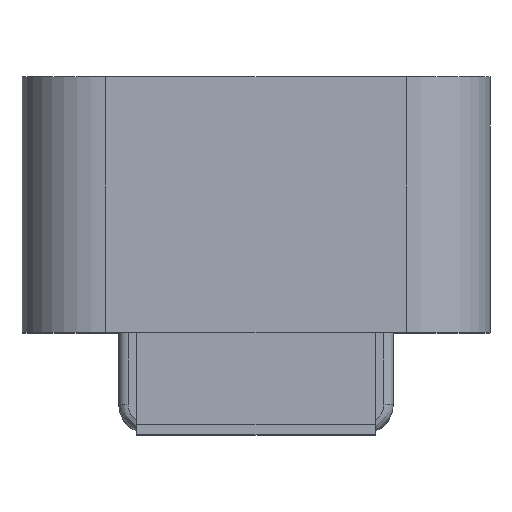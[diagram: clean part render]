
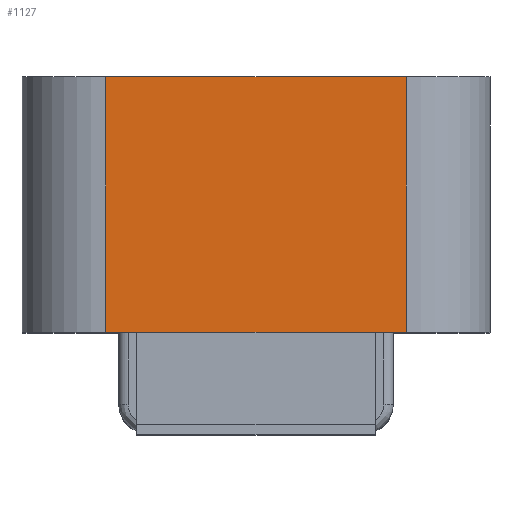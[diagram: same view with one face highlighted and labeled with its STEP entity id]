
A CAD part, top view. The second image highlights one B-rep face of the part: STEP entity #1127.
In plain terms, the highlighted planar face has unit normal (0, 0, 1).
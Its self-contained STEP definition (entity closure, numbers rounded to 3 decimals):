
#2 = EDGE_CURVE ( 'NONE', #770, #623, #1142, .T. ) ;
#8 = VERTEX_POINT ( 'NONE', #438 ) ;
#11 = CARTESIAN_POINT ( 'NONE',  ( 1.6, 3.796, 2.93 ) ) ;
#50 = VERTEX_POINT ( 'NONE', #11 ) ;
#143 = LINE ( 'NONE', #1876, #530 ) ;
#185 = VECTOR ( 'NONE', #768, 1000. ) ;
#322 = ORIENTED_EDGE ( 'NONE', *, *, #2, .F. ) ;
#372 = CARTESIAN_POINT ( 'NONE',  ( 1.6, 1.076, 2.93 ) ) ;
#378 = CARTESIAN_POINT ( 'NONE',  ( -1.6, 3.796, 2.93 ) ) ;
#424 = ORIENTED_EDGE ( 'NONE', *, *, #2020, .F. ) ;
#438 = CARTESIAN_POINT ( 'NONE',  ( -1.6, 3.796, 2.93 ) ) ;
#442 = CARTESIAN_POINT ( 'NONE',  ( -2.49, 3.796, 2.93 ) ) ;
#530 = VECTOR ( 'NONE', #915, 1000. ) ;
#600 = LINE ( 'NONE', #2022, #185 ) ;
#604 = DIRECTION ( 'NONE',  ( 0., 0., -1. ) ) ;
#623 = VERTEX_POINT ( 'NONE', #1712 ) ;
#768 = DIRECTION ( 'NONE',  ( 1., 0., 0. ) ) ;
#770 = VERTEX_POINT ( 'NONE', #372 ) ;
#908 = DIRECTION ( 'NONE',  ( -1., 0., 0. ) ) ;
#915 = DIRECTION ( 'NONE',  ( 0., -1., 0. ) ) ;
#934 = LINE ( 'NONE', #378, #1671 ) ;
#1047 = VECTOR ( 'NONE', #1684, 1000. ) ;
#1098 = ORIENTED_EDGE ( 'NONE', *, *, #1499, .F. ) ;
#1123 = EDGE_CURVE ( 'NONE', #50, #770, #143, .T. ) ;
#1127 = ADVANCED_FACE ( 'NONE', ( #1755 ), #1711, .F. ) ;
#1142 = LINE ( 'NONE', #1349, #1047 ) ;
#1197 = EDGE_LOOP ( 'NONE', ( #424, #322, #1819, #1098 ) ) ;
#1349 = CARTESIAN_POINT ( 'NONE',  ( -2.49, 1.076, 2.93 ) ) ;
#1499 = EDGE_CURVE ( 'NONE', #8, #50, #600, .T. ) ;
#1671 = VECTOR ( 'NONE', #1926, 1000. ) ;
#1684 = DIRECTION ( 'NONE',  ( -1., 0., 0. ) ) ;
#1711 = PLANE ( 'NONE',  #1780 ) ;
#1712 = CARTESIAN_POINT ( 'NONE',  ( -1.6, 1.076, 2.93 ) ) ;
#1755 = FACE_OUTER_BOUND ( 'NONE', #1197, .T. ) ;
#1780 = AXIS2_PLACEMENT_3D ( 'NONE', #442, #604, #908 ) ;
#1819 = ORIENTED_EDGE ( 'NONE', *, *, #1123, .F. ) ;
#1876 = CARTESIAN_POINT ( 'NONE',  ( 1.6, 3.796, 2.93 ) ) ;
#1926 = DIRECTION ( 'NONE',  ( 0., 1., 0. ) ) ;
#2020 = EDGE_CURVE ( 'NONE', #623, #8, #934, .T. ) ;
#2022 = CARTESIAN_POINT ( 'NONE',  ( 2.49, 3.796, 2.93 ) ) ;
